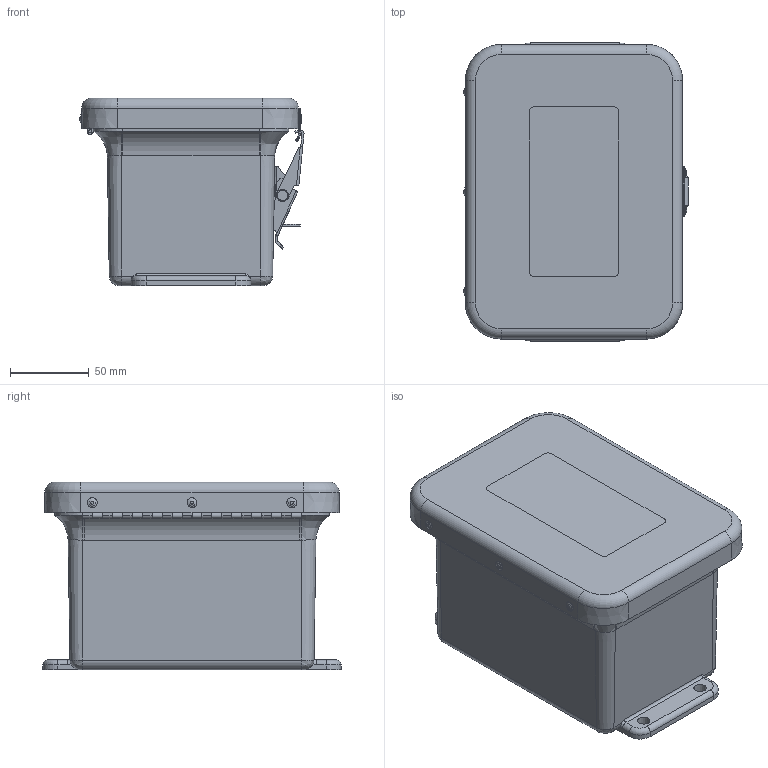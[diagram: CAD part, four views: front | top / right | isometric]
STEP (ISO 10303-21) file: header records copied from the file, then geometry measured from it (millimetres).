
FILE_DESCRIPTION(/* description */ (''),/* implementation_level */ '2;1');
FILE_NAME(/* name */ 'HW-J60404CHQRW.stp',/* time_stamp */ '2014-03-14T07:15:19-05:00',/* author */ ('pmescher'),/* organization */ (''),/* preprocessor_version */ 'ST-DEVELOPER v15.2',/* originating_system */ 'Autodesk Inventor 2014',/* authorisation */ '');
FILE_SCHEMA (('AUTOMOTIVE_DESIGN { 1 0 10303 214 3 1 1 }'));
Length unit declared in the file: inch
Products named in the file (25): J604HL_4; RMINS45821P_41; RMINS45821P_42; RMINS45821P_43; RMINS45821P_44; J604BHL; JW604HLCVR; GASKET_604; WINDOW_604; WP604HLU; RMRIV43; RMHINGCOV5.5; RMHINGBOX5.5; RMHINGPIN5.5; RMHING5.5; RMRIV44; RMKEEPSSL; Anchor Plate; Locking Layer; Hook blade; Hinge Pin_Lower; Hinge Pin_Upper; RMLATPLSSL; JW604HPL_STP
Bounding box: 142.69 x 189.85 x 119.49 mm (x, y, z)
Volume: 541895.1 mm3; surface area: 272192.8 mm2
Topology: 26 solids, 26 shells, 654 faces, 1623 edges, 1046 vertices
Faces by surface type: cylinder 266, plane 264, torus 52, cone 36, bspline 36
Full cylindrical faces by diameter (mm): 2.159 x23, 2.64 x4, 3.048 x1, 3.175 x9, 3.302 x2, 3.327 x5, 3.429 x9, 3.556 x11, 3.861 x5, 3.962 x7, 4.306 x2, 5.537 x4, 6.35 x5, 6.858 x4, 7.62 x2, 9.525 x1
Entity records: 20290 total; most frequent: CARTESIAN_POINT 4859, DIRECTION 3321, ORIENTED_EDGE 2868, EDGE_CURVE 1434, AXIS2_PLACEMENT_3D 1289, VERTEX_POINT 971, EDGE_LOOP 843, LINE 743
